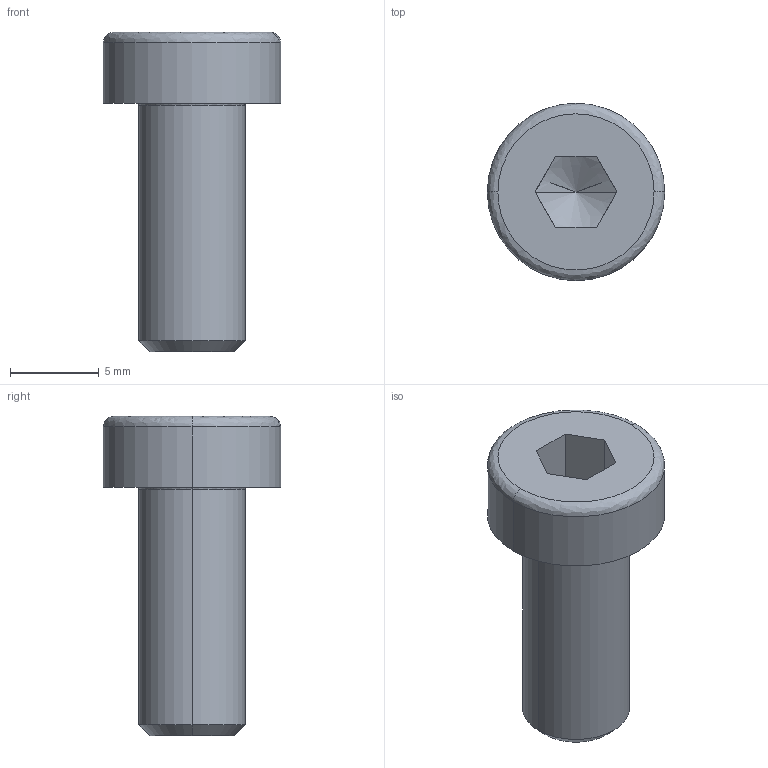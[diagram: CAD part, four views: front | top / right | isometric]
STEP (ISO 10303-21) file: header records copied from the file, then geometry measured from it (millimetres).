
FILE_DESCRIPTION (( 'STEP AP203' ), '1' );
FILE_NAME ('402150450_c_1.STEP', '2023-05-15T01:03:17', ( '' ), ( '' ), 'SwSTEP 2.0', 'SolidWorks 2014', '' );
FILE_SCHEMA (( 'CONFIG_CONTROL_DESIGN' ));
Length unit declared in the file: millimetre
Products named in the file (1): 402150450_c_1
Bounding box: 10 x 10 x 18 mm (x, y, z)
Volume: 655.5 mm3; surface area: 575.7 mm2
Topology: 1 solids, 1 shells, 21 faces, 48 edges, 29 vertices
Faces by surface type: plane 9, bspline 4, cylinder 4, cone 4
Entity records: 855 total; most frequent: CARTESIAN_POINT 344, ORIENTED_EDGE 92, DIRECTION 84, EDGE_CURVE 46, AXIS2_PLACEMENT_3D 32, VERTEX_POINT 29, EDGE_LOOP 23, FACE_OUTER_BOUND 21
